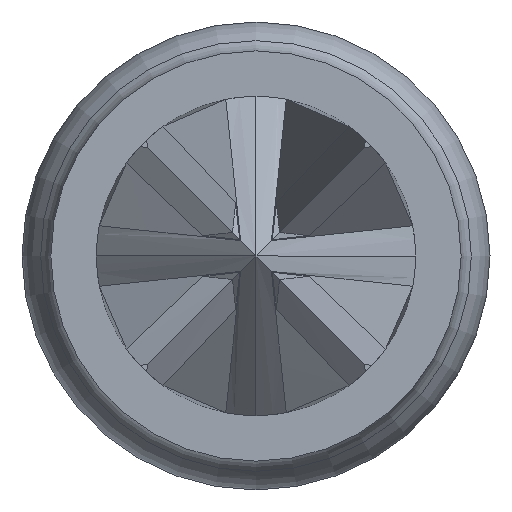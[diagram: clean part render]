
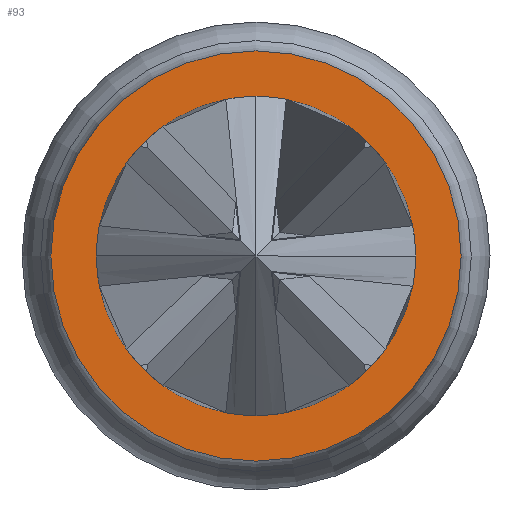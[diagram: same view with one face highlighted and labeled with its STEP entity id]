
A CAD part, left-side view. The second image highlights one B-rep face of the part: STEP entity #93.
In plain terms, the highlighted planar face has unit normal (-1, 0, 0).
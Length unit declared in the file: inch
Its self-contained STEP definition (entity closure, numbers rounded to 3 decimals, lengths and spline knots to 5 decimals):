
#4 = DIRECTION ( 'NONE',  ( 0., 0., -1. ) ) ;
#41 = DIRECTION ( 'NONE',  ( -1., 0., 0. ) ) ;
#93 = ADVANCED_FACE ( 'NONE', ( #1713, #1344 ), #904, .T. ) ;
#174 = EDGE_CURVE ( 'NONE', #1189, #1189, #1092, .T. ) ;
#184 = AXIS2_PLACEMENT_3D ( 'NONE', #769, #41, #1280 ) ;
#322 = CIRCLE ( 'NONE', #829, 0.0135 ) ;
#429 = DIRECTION ( 'NONE',  ( 0., 0., -1. ) ) ;
#467 = ORIENTED_EDGE ( 'NONE', *, *, #174, .F. ) ;
#560 = DIRECTION ( 'NONE',  ( -1., 0., 0. ) ) ;
#594 = AXIS2_PLACEMENT_3D ( 'NONE', #1067, #560, #4 ) ;
#726 = CARTESIAN_POINT ( 'NONE',  ( 0., 0., -0.0135 ) ) ;
#769 = CARTESIAN_POINT ( 'NONE',  ( 0., 0., 0. ) ) ;
#785 = EDGE_LOOP ( 'NONE', ( #874 ) ) ;
#829 = AXIS2_PLACEMENT_3D ( 'NONE', #1822, #2005, #429 ) ;
#874 = ORIENTED_EDGE ( 'NONE', *, *, #2230, .T. ) ;
#904 = PLANE ( 'NONE',  #594 ) ;
#1067 = CARTESIAN_POINT ( 'NONE',  ( 0., -0.0129, 0. ) ) ;
#1092 = CIRCLE ( 'NONE', #184, 0.0105 ) ;
#1189 = VERTEX_POINT ( 'NONE', #1660 ) ;
#1280 = DIRECTION ( 'NONE',  ( 0., -1., 0. ) ) ;
#1344 = FACE_OUTER_BOUND ( 'NONE', #785, .T. ) ;
#1537 = EDGE_LOOP ( 'NONE', ( #467 ) ) ;
#1660 = CARTESIAN_POINT ( 'NONE',  ( 0., -0.0105, 0. ) ) ;
#1713 = FACE_BOUND ( 'NONE', #1537, .T. ) ;
#1743 = VERTEX_POINT ( 'NONE', #726 ) ;
#1822 = CARTESIAN_POINT ( 'NONE',  ( 0., 0., 0. ) ) ;
#2005 = DIRECTION ( 'NONE',  ( -1., 0., 0. ) ) ;
#2230 = EDGE_CURVE ( 'NONE', #1743, #1743, #322, .T. ) ;
